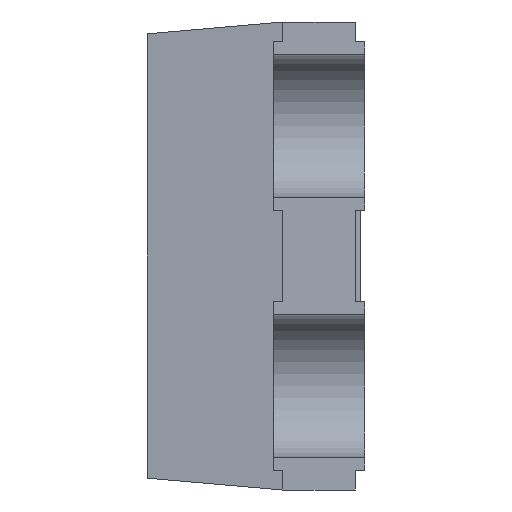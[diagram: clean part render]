
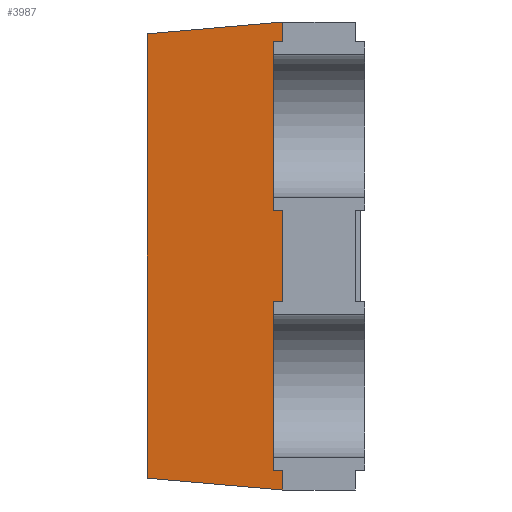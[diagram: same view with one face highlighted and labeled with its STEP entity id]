
A CAD part, left-side view. The second image highlights one B-rep face of the part: STEP entity #3987.
In plain terms, the highlighted planar face has unit normal (-0.996, 0.087, 0).
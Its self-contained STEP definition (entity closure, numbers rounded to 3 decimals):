
#5 = CARTESIAN_POINT ( 'NONE',  ( -0.63, 0.28, -0.9 ) ) ;
#83 = ORIENTED_EDGE ( 'NONE', *, *, #2763, .F. ) ;
#99 = VERTEX_POINT ( 'NONE', #513 ) ;
#179 = VERTEX_POINT ( 'NONE', #192 ) ;
#192 = CARTESIAN_POINT ( 'NONE',  ( -0.63, 0.28, -0.9 ) ) ;
#513 = CARTESIAN_POINT ( 'NONE',  ( -0.585, 0.8, 0.855 ) ) ;
#709 = CARTESIAN_POINT ( 'NONE',  ( -0.63, 0.28, 0.9 ) ) ;
#820 = LINE ( 'NONE', #5, #2035 ) ;
#910 = AXIS2_PLACEMENT_3D ( 'NONE', #1995, #5243, #1523 ) ;
#1111 = DIRECTION ( 'NONE',  ( -0.087, -0.992, 0.087 ) ) ;
#1165 = LINE ( 'NONE', #709, #3444 ) ;
#1361 = DIRECTION ( 'NONE',  ( 0., 0., 1. ) ) ;
#1523 = DIRECTION ( 'NONE',  ( -0.087, -0.996, 0. ) ) ;
#1714 = DIRECTION ( 'NONE',  ( -0.087, -0.992, -0.087 ) ) ;
#1747 = CARTESIAN_POINT ( 'NONE',  ( -0.63, 0.28, -0.9 ) ) ;
#1995 = CARTESIAN_POINT ( 'NONE',  ( -0.63, 0.28, -0.9 ) ) ;
#2035 = VECTOR ( 'NONE', #1714, 1000. ) ;
#2486 = VECTOR ( 'NONE', #4646, 1000. ) ;
#2604 = EDGE_LOOP ( 'NONE', ( #4353, #4996, #83, #4436 ) ) ;
#2666 = VERTEX_POINT ( 'NONE', #4160 ) ;
#2671 = LINE ( 'NONE', #4180, #2486 ) ;
#2763 = EDGE_CURVE ( 'NONE', #2666, #99, #2671, .T. ) ;
#2987 = LINE ( 'NONE', #1747, #3103 ) ;
#3103 = VECTOR ( 'NONE', #1361, 1000. ) ;
#3162 = FACE_OUTER_BOUND ( 'NONE', #2604, .T. ) ;
#3231 = VERTEX_POINT ( 'NONE', #3501 ) ;
#3444 = VECTOR ( 'NONE', #1111, 1000. ) ;
#3501 = CARTESIAN_POINT ( 'NONE',  ( -0.63, 0.28, 0.9 ) ) ;
#3847 = EDGE_CURVE ( 'NONE', #2666, #179, #820, .T. ) ;
#3987 = ADVANCED_FACE ( 'NONE', ( #3162 ), #4034, .T. ) ;
#4034 = PLANE ( 'NONE',  #910 ) ;
#4160 = CARTESIAN_POINT ( 'NONE',  ( -0.585, 0.8, -0.855 ) ) ;
#4180 = CARTESIAN_POINT ( 'NONE',  ( -0.585, 0.8, -0.9 ) ) ;
#4353 = ORIENTED_EDGE ( 'NONE', *, *, #4815, .T. ) ;
#4436 = ORIENTED_EDGE ( 'NONE', *, *, #3847, .T. ) ;
#4646 = DIRECTION ( 'NONE',  ( 0., 0., 1. ) ) ;
#4719 = EDGE_CURVE ( 'NONE', #99, #3231, #1165, .T. ) ;
#4815 = EDGE_CURVE ( 'NONE', #179, #3231, #2987, .T. ) ;
#4996 = ORIENTED_EDGE ( 'NONE', *, *, #4719, .F. ) ;
#5243 = DIRECTION ( 'NONE',  ( -0.996, 0.087, 0. ) ) ;
